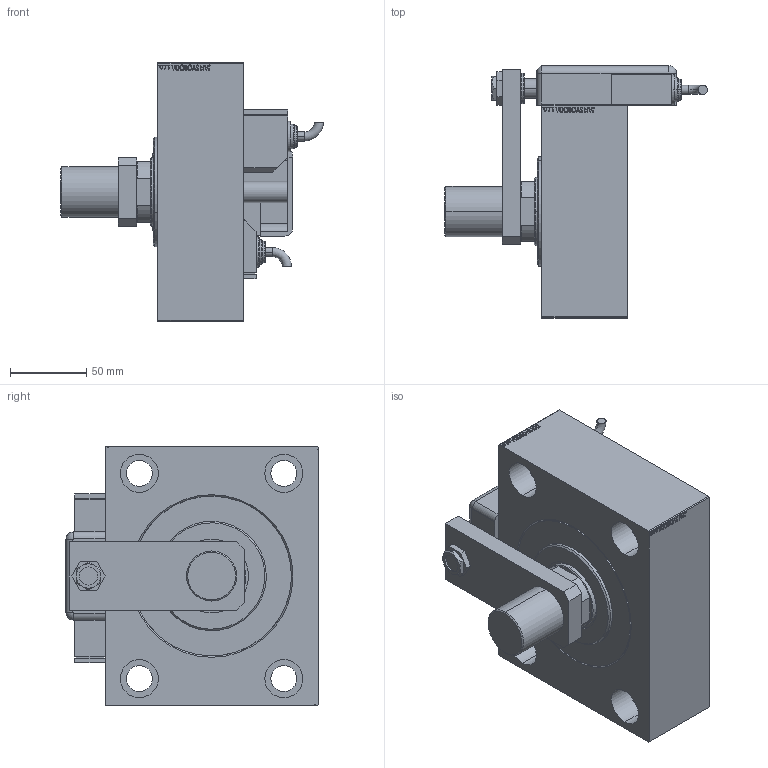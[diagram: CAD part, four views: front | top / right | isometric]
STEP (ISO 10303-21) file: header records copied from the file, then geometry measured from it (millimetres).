
FILE_DESCRIPTION (( 'STEP AP203' ), '1' );
FILE_NAME ('9dc5.STEP', '2021-11-01T21:53:04', ( '' ), ( '' ), 'SwSTEP 2.0', 'SolidWorks 2019', '' );
FILE_SCHEMA (( 'CONFIG_CONTROL_DESIGN' ));
Length unit declared in the file: millimetre
Products named in the file (14): V450CM_MALE_METRIC 8184ce8791a9263a77d2f42b40c8e692; V450CM_VC_B 8184ce8791a9263a77d2f42b40c8e692; V450CM_C 8184ce8791a9263a77d2f42b40c8e692; KRYT 8184ce8791a9263a77d2f42b40c8e692; TYC 8184ce8791a9263a77d2f42b40c8e692; SWITCH DIM A_G 8184ce8791a9263a77d2f42b40c8e692; SWITCH_Q_FRONT_BACK 8184ce8791a9263a77d2f42b40c8e692; 9dc5; NUT_D13 8184ce8791a9263a77d2f42b40c8e692; NUT_D19 8184ce8791a9263a77d2f42b40c8e692; MAGNETIC SWITCH Q 8184ce8791a9263a77d2f42b40c8e692; SWITCH Q 8184ce8791a9263a77d2f42b40c8e692; ZARAZKA_Q 8184ce8791a9263a77d2f42b40c8e692; V450CM_C_VCP 8184ce8791a9263a77d2f42b40c8e692
Assembly tree (14 placements, depth 3):
  9dc5
    V450CM_C 8184ce8791a9263a77d2f42b40c8e692
    V450CM_C_VCP 8184ce8791a9263a77d2f42b40c8e692
    V450CM_VC_B 8184ce8791a9263a77d2f42b40c8e692
    V450CM_MALE_METRIC 8184ce8791a9263a77d2f42b40c8e692
    MAGNETIC SWITCH Q 8184ce8791a9263a77d2f42b40c8e692
      SWITCH_Q_FRONT_BACK 8184ce8791a9263a77d2f42b40c8e692
      TYC 8184ce8791a9263a77d2f42b40c8e692
      ZARAZKA_Q 8184ce8791a9263a77d2f42b40c8e692
      SWITCH DIM A_G 8184ce8791a9263a77d2f42b40c8e692
      NUT_D19 8184ce8791a9263a77d2f42b40c8e692
      NUT_D13 8184ce8791a9263a77d2f42b40c8e692
      KRYT 8184ce8791a9263a77d2f42b40c8e692
      SWITCH Q 8184ce8791a9263a77d2f42b40c8e692  x2
Bounding box: 172.76 x 165.8 x 170 mm (x, y, z)
Volume: 1386991.5 mm3; surface area: 236829.6 mm2
Topology: 14 solids, 14 shells, 1260 faces, 3203 edges, 2113 vertices
Faces by surface type: plane 621, bspline 471, cylinder 116, cone 26, torus 24, sphere 2
Entity records: 60265 total; most frequent: CARTESIAN_POINT 32163, ORIENTED_EDGE 6210, DIRECTION 3981, EDGE_CURVE 3105, VERTEX_POINT 2053, LINE 1835, VECTOR 1835, EDGE_LOOP 1390
